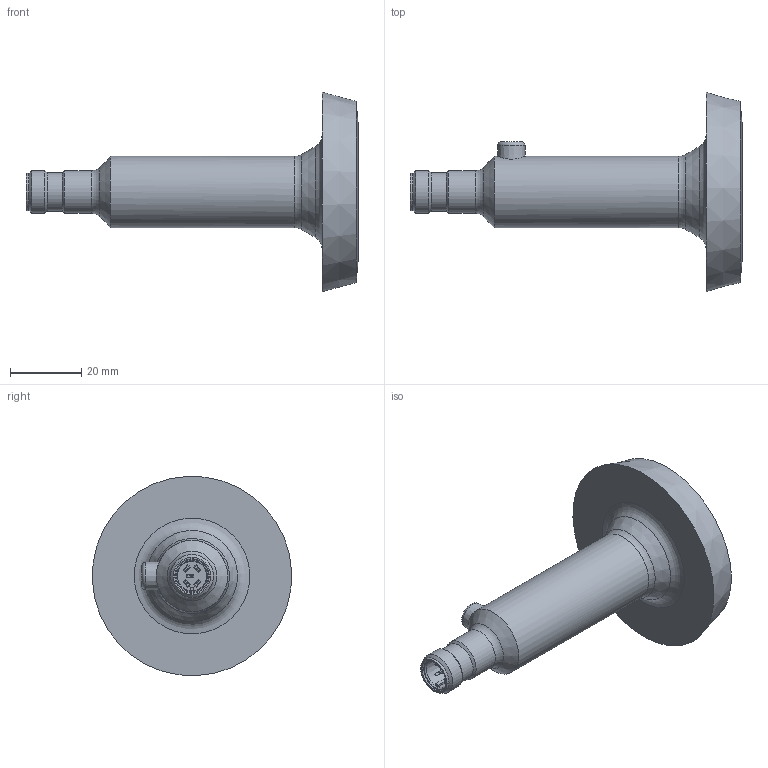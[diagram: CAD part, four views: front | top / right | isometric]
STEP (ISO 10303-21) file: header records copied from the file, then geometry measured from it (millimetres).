
FILE_DESCRIPTION( ( 'STEP for Baumer WEB' ), '1' );
FILE_NAME( 'PP20H-2.xxxxx.D115.652020.000.stp', '21.1.2019', ( 'bod' ), ( 'Baumer Electric AG, CH-8501 Frauenfeld' ), 'PSStep 19.0.9', 'SolidEdge ST9', ' ' );
FILE_SCHEMA( ( 'AUTOMOTIVE_DESIGN { 1 0 10303 214 1 1 1 1 }' ) );
Length unit declared in the file: millimetre
Products named in the file (1): Back-End_lang_PP20H_D115
Bounding box: 93.2 x 55.95 x 55.95 mm (x, y, z)
Volume: 44382.7 mm3; surface area: 11026.7 mm2
Topology: 1 solids, 1 shells, 158 faces, 401 edges, 254 vertices
Faces by surface type: plane 105, cylinder 37, cone 12, torus 4
Full cylindrical faces by diameter (mm): 9.445 x1, 10.47 x1, 10.8 x1, 12 x2, 20 x1, 21 x1
Entity records: 5862 total; most frequent: CARTESIAN_POINT 845, DIRECTION 794, ORIENTED_EDGE 738, EDGE_CURVE 369, AXIS2_PLACEMENT_3D 269, LINE 256, VECTOR 256, VERTEX_POINT 244
